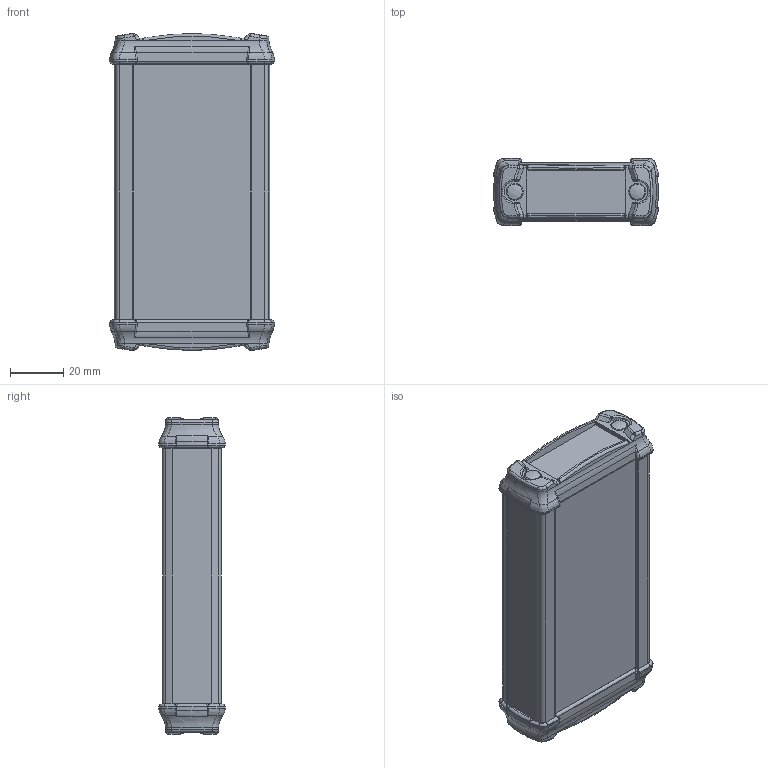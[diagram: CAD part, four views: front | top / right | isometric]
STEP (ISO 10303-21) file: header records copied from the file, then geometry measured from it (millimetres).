
FILE_DESCRIPTION((''),'2;1');
FILE_NAME('83626100.S1_ELPH 620-0100 D.stp','2010-02-09T08:54:18',('nowak'),(''),'Autodesk Inventor 2010','Autodesk Inventor 2010','');
FILE_SCHEMA(('AUTOMOTIVE_DESIGN { 1 0 10303 214 1 1 1 1 }'));
Length unit declared in the file: millimetre
Products named in the file (6): ELPH 620-0100 D; ELPH 620 UT_1009043_3DSYM; ELPH 620 OT_1009047_3DSYM; ELD 620_1009055_3D; 1003804_3Dsym; SHR Z KA30X10 WN 1412 MG_3DSYM
Assembly tree (12 placements, depth 2):
  ELPH 620-0100 D
    ELPH 620 UT_1009043_3DSYM
    ELPH 620 OT_1009047_3DSYM
    ELD 620_1009055_3D  x2
    1003804_3Dsym  x4
    SHR Z KA30X10 WN 1412 MG_3DSYM  x4
Bounding box: 61.94 x 25 x 118.66 mm (x, y, z)
Volume: 45430.9 mm3; surface area: 53067.9 mm2
Topology: 12 solids, 12 shells, 1300 faces, 3448 edges, 2128 vertices
Faces by surface type: bspline 412, plane 364, cylinder 274, torus 140, cone 94, sphere 16
Full cylindrical faces by diameter (mm): 2 x24, 5.3 x4, 5.6 x4, 6.4 x4
Entity records: 33063 total; most frequent: CARTESIAN_POINT 17380, ORIENTED_EDGE 3456, DIRECTION 2969, EDGE_CURVE 1728, AXIS2_PLACEMENT_3D 1136, VERTEX_POINT 1101, VECTOR 697, LINE 697
